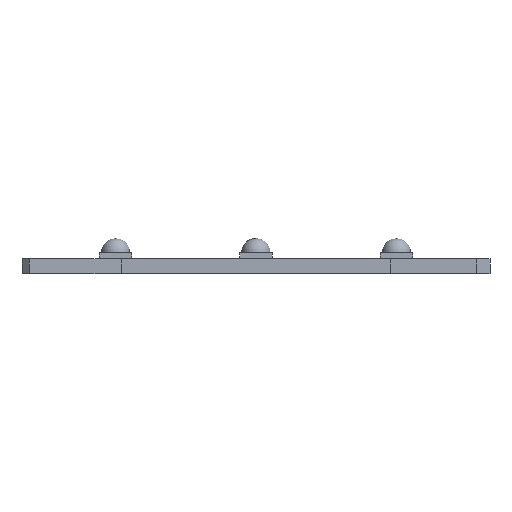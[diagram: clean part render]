
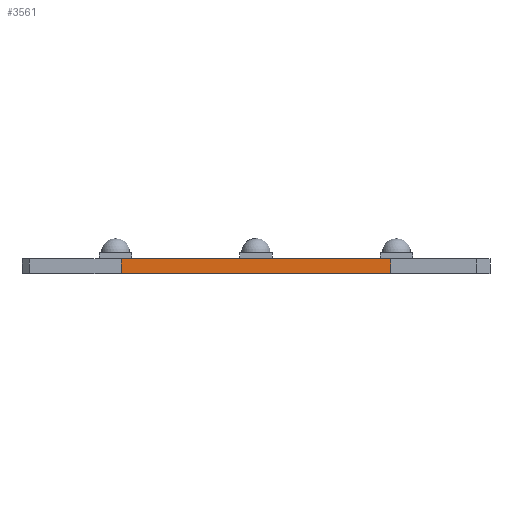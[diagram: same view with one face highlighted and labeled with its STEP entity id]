
A CAD part, left-side view. The second image highlights one B-rep face of the part: STEP entity #3561.
In plain terms, the highlighted planar face has unit normal (-1, 0, 0).
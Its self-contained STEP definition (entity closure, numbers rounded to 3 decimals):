
#644 = PLANE('',#645);
#645 = AXIS2_PLACEMENT_3D('',#646,#647,#648);
#646 = CARTESIAN_POINT('',(-53.051,147.894,1.6));
#647 = DIRECTION('',(-0.,-0.,-1.));
#648 = DIRECTION('',(-1.,0.,0.));
#698 = PLANE('',#699);
#699 = AXIS2_PLACEMENT_3D('',#700,#701,#702);
#700 = CARTESIAN_POINT('',(-53.051,147.894,0.));
#701 = DIRECTION('',(-0.,-0.,-1.));
#702 = DIRECTION('',(-1.,0.,0.));
#731 = PLANE('',#732);
#732 = AXIS2_PLACEMENT_3D('',#733,#734,#735);
#733 = CARTESIAN_POINT('',(-89.15,163.75,0.));
#734 = DIRECTION('',(0.,1.,0.));
#735 = DIRECTION('',(1.,0.,0.));
#1983 = VERTEX_POINT('',#1984);
#1984 = CARTESIAN_POINT('',(-89.15,134.95,0.));
#1998 = PLANE('',#1999);
#1999 = AXIS2_PLACEMENT_3D('',#2000,#2001,#2002);
#2000 = CARTESIAN_POINT('',(-86.75,134.95,0.));
#2001 = DIRECTION('',(0.,-1.,0.));
#2002 = DIRECTION('',(-1.,0.,0.));
#2010 = EDGE_CURVE('',#1983,#2011,#2013,.T.);
#2011 = VERTEX_POINT('',#2012);
#2012 = CARTESIAN_POINT('',(-89.15,163.75,0.));
#2013 = SURFACE_CURVE('',#2014,(#2018,#2025),.PCURVE_S1.);
#2014 = LINE('',#2015,#2016);
#2015 = CARTESIAN_POINT('',(-89.15,134.95,0.));
#2016 = VECTOR('',#2017,1.);
#2017 = DIRECTION('',(0.,1.,0.));
#2018 = PCURVE('',#698,#2019);
#2019 = DEFINITIONAL_REPRESENTATION('',(#2020),#2024);
#2020 = LINE('',#2021,#2022);
#2021 = CARTESIAN_POINT('',(36.099,-12.944));
#2022 = VECTOR('',#2023,1.);
#2023 = DIRECTION('',(0.,1.));
#2024 = ( GEOMETRIC_REPRESENTATION_CONTEXT(2) 
PARAMETRIC_REPRESENTATION_CONTEXT() REPRESENTATION_CONTEXT('2D SPACE',''
  ) );
#2025 = PCURVE('',#2026,#2031);
#2026 = PLANE('',#2027);
#2027 = AXIS2_PLACEMENT_3D('',#2028,#2029,#2030);
#2028 = CARTESIAN_POINT('',(-89.15,134.95,0.));
#2029 = DIRECTION('',(-1.,0.,0.));
#2030 = DIRECTION('',(0.,1.,0.));
#2031 = DEFINITIONAL_REPRESENTATION('',(#2032),#2036);
#2032 = LINE('',#2033,#2034);
#2033 = CARTESIAN_POINT('',(0.,0.));
#2034 = VECTOR('',#2035,1.);
#2035 = DIRECTION('',(1.,0.));
#2036 = ( GEOMETRIC_REPRESENTATION_CONTEXT(2) 
PARAMETRIC_REPRESENTATION_CONTEXT() REPRESENTATION_CONTEXT('2D SPACE',''
  ) );
#3231 = VERTEX_POINT('',#3232);
#3232 = CARTESIAN_POINT('',(-89.15,134.95,1.6));
#3253 = EDGE_CURVE('',#3231,#3254,#3256,.T.);
#3254 = VERTEX_POINT('',#3255);
#3255 = CARTESIAN_POINT('',(-89.15,163.75,1.6));
#3256 = SURFACE_CURVE('',#3257,(#3261,#3268),.PCURVE_S1.);
#3257 = LINE('',#3258,#3259);
#3258 = CARTESIAN_POINT('',(-89.15,134.95,1.6));
#3259 = VECTOR('',#3260,1.);
#3260 = DIRECTION('',(0.,1.,0.));
#3261 = PCURVE('',#644,#3262);
#3262 = DEFINITIONAL_REPRESENTATION('',(#3263),#3267);
#3263 = LINE('',#3264,#3265);
#3264 = CARTESIAN_POINT('',(36.099,-12.944));
#3265 = VECTOR('',#3266,1.);
#3266 = DIRECTION('',(0.,1.));
#3267 = ( GEOMETRIC_REPRESENTATION_CONTEXT(2) 
PARAMETRIC_REPRESENTATION_CONTEXT() REPRESENTATION_CONTEXT('2D SPACE',''
  ) );
#3268 = PCURVE('',#2026,#3269);
#3269 = DEFINITIONAL_REPRESENTATION('',(#3270),#3274);
#3270 = LINE('',#3271,#3272);
#3271 = CARTESIAN_POINT('',(0.,-1.6));
#3272 = VECTOR('',#3273,1.);
#3273 = DIRECTION('',(1.,0.));
#3274 = ( GEOMETRIC_REPRESENTATION_CONTEXT(2) 
PARAMETRIC_REPRESENTATION_CONTEXT() REPRESENTATION_CONTEXT('2D SPACE',''
  ) );
#3511 = EDGE_CURVE('',#2011,#3254,#3512,.T.);
#3512 = SURFACE_CURVE('',#3513,(#3517,#3524),.PCURVE_S1.);
#3513 = LINE('',#3514,#3515);
#3514 = CARTESIAN_POINT('',(-89.15,163.75,0.));
#3515 = VECTOR('',#3516,1.);
#3516 = DIRECTION('',(0.,0.,1.));
#3517 = PCURVE('',#731,#3518);
#3518 = DEFINITIONAL_REPRESENTATION('',(#3519),#3523);
#3519 = LINE('',#3520,#3521);
#3520 = CARTESIAN_POINT('',(0.,0.));
#3521 = VECTOR('',#3522,1.);
#3522 = DIRECTION('',(0.,-1.));
#3523 = ( GEOMETRIC_REPRESENTATION_CONTEXT(2) 
PARAMETRIC_REPRESENTATION_CONTEXT() REPRESENTATION_CONTEXT('2D SPACE',''
  ) );
#3524 = PCURVE('',#2026,#3525);
#3525 = DEFINITIONAL_REPRESENTATION('',(#3526),#3530);
#3526 = LINE('',#3527,#3528);
#3527 = CARTESIAN_POINT('',(28.8,0.));
#3528 = VECTOR('',#3529,1.);
#3529 = DIRECTION('',(0.,-1.));
#3530 = ( GEOMETRIC_REPRESENTATION_CONTEXT(2) 
PARAMETRIC_REPRESENTATION_CONTEXT() REPRESENTATION_CONTEXT('2D SPACE',''
  ) );
#3561 = ADVANCED_FACE('',(#3562),#2026,.T.);
#3562 = FACE_BOUND('',#3563,.T.);
#3563 = EDGE_LOOP('',(#3564,#3585,#3586,#3587));
#3564 = ORIENTED_EDGE('',*,*,#3565,.T.);
#3565 = EDGE_CURVE('',#1983,#3231,#3566,.T.);
#3566 = SURFACE_CURVE('',#3567,(#3571,#3578),.PCURVE_S1.);
#3567 = LINE('',#3568,#3569);
#3568 = CARTESIAN_POINT('',(-89.15,134.95,0.));
#3569 = VECTOR('',#3570,1.);
#3570 = DIRECTION('',(0.,0.,1.));
#3571 = PCURVE('',#2026,#3572);
#3572 = DEFINITIONAL_REPRESENTATION('',(#3573),#3577);
#3573 = LINE('',#3574,#3575);
#3574 = CARTESIAN_POINT('',(0.,0.));
#3575 = VECTOR('',#3576,1.);
#3576 = DIRECTION('',(0.,-1.));
#3577 = ( GEOMETRIC_REPRESENTATION_CONTEXT(2) 
PARAMETRIC_REPRESENTATION_CONTEXT() REPRESENTATION_CONTEXT('2D SPACE',''
  ) );
#3578 = PCURVE('',#1998,#3579);
#3579 = DEFINITIONAL_REPRESENTATION('',(#3580),#3584);
#3580 = LINE('',#3581,#3582);
#3581 = CARTESIAN_POINT('',(2.4,0.));
#3582 = VECTOR('',#3583,1.);
#3583 = DIRECTION('',(0.,-1.));
#3584 = ( GEOMETRIC_REPRESENTATION_CONTEXT(2) 
PARAMETRIC_REPRESENTATION_CONTEXT() REPRESENTATION_CONTEXT('2D SPACE',''
  ) );
#3585 = ORIENTED_EDGE('',*,*,#3253,.T.);
#3586 = ORIENTED_EDGE('',*,*,#3511,.F.);
#3587 = ORIENTED_EDGE('',*,*,#2010,.F.);
